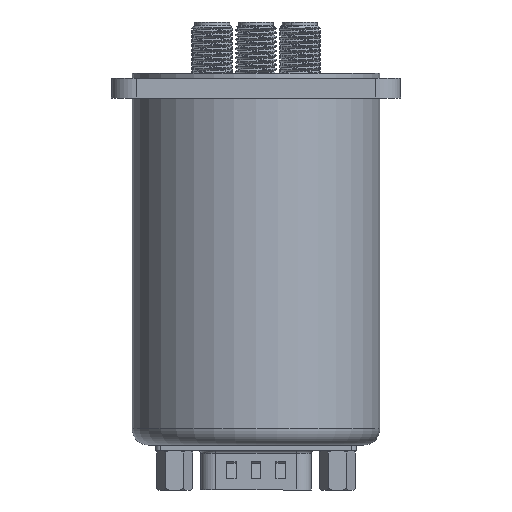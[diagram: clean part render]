
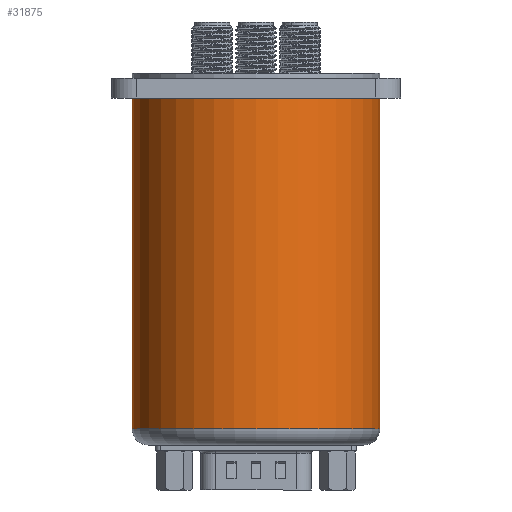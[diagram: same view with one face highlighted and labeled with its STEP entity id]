
A CAD part, front view. The second image highlights one B-rep face of the part: STEP entity #31875.
In plain terms, the highlighted cylindrical face has radius 19.05 mm (diameter 38.1 mm), a partial arc.
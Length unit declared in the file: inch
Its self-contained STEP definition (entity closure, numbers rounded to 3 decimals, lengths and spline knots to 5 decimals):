
#264 = ORIENTED_EDGE ( 'NONE', *, *, #4901, .T. ) ;
#1668 = ORIENTED_EDGE ( 'NONE', *, *, #30055, .F. ) ;
#2939 = VECTOR ( 'NONE', #17662, 39.37008 ) ;
#3367 = DIRECTION ( 'NONE',  ( 0., 0., 1. ) ) ;
#4901 = EDGE_CURVE ( 'NONE', #22866, #36863, #25722, .T. ) ;
#5851 = ORIENTED_EDGE ( 'NONE', *, *, #33030, .F. ) ;
#7999 = EDGE_CURVE ( 'NONE', #36863, #31977, #15230, .T. ) ;
#8610 = AXIS2_PLACEMENT_3D ( 'NONE', #32822, #13950, #20435 ) ;
#8776 = CARTESIAN_POINT ( 'NONE',  ( -0.75, 0., -2.15 ) ) ;
#11109 = DIRECTION ( 'NONE',  ( 0., 0., 1. ) ) ;
#13144 = CARTESIAN_POINT ( 'NONE',  ( -0.75, 0., -0.15 ) ) ;
#13470 = CARTESIAN_POINT ( 'NONE',  ( -0.75, 0., -2.25 ) ) ;
#13950 = DIRECTION ( 'NONE',  ( 0., 0., 1. ) ) ;
#14082 = DIRECTION ( 'NONE',  ( 1., 0., 0. ) ) ;
#15180 = LINE ( 'NONE', #13470, #16160 ) ;
#15230 = LINE ( 'NONE', #21380, #2939 ) ;
#16160 = VECTOR ( 'NONE', #11109, 39.37008 ) ;
#17662 = DIRECTION ( 'NONE',  ( 0., 0., 1. ) ) ;
#17739 = ORIENTED_EDGE ( 'NONE', *, *, #7999, .T. ) ;
#18433 = DIRECTION ( 'NONE',  ( 0., 0., 1. ) ) ;
#20435 = DIRECTION ( 'NONE',  ( 1., 0., 0. ) ) ;
#21380 = CARTESIAN_POINT ( 'NONE',  ( 0.75, 0., -2.25 ) ) ;
#22866 = VERTEX_POINT ( 'NONE', #8776 ) ;
#24505 = CIRCLE ( 'NONE', #31753, 0.75 ) ;
#24976 = FACE_OUTER_BOUND ( 'NONE', #29215, .T. ) ;
#25722 = CIRCLE ( 'NONE', #8610, 0.75 ) ;
#28431 = CARTESIAN_POINT ( 'NONE',  ( 0., 0., -2.25 ) ) ;
#29215 = EDGE_LOOP ( 'NONE', ( #1668, #264, #17739, #5851 ) ) ;
#29823 = DIRECTION ( 'NONE',  ( -1., 0., 0. ) ) ;
#30054 = CARTESIAN_POINT ( 'NONE',  ( 0.75, 0., -0.15 ) ) ;
#30055 = EDGE_CURVE ( 'NONE', #22866, #30426, #15180, .T. ) ;
#30426 = VERTEX_POINT ( 'NONE', #13144 ) ;
#31753 = AXIS2_PLACEMENT_3D ( 'NONE', #37265, #18433, #29823 ) ;
#31875 = ADVANCED_FACE ( 'NONE', ( #24976 ), #32310, .T. ) ;
#31977 = VERTEX_POINT ( 'NONE', #30054 ) ;
#32310 = CYLINDRICAL_SURFACE ( 'NONE', #36761, 0.75 ) ;
#32822 = CARTESIAN_POINT ( 'NONE',  ( 0., 0., -2.15 ) ) ;
#33030 = EDGE_CURVE ( 'NONE', #30426, #31977, #24505, .T. ) ;
#35534 = CARTESIAN_POINT ( 'NONE',  ( 0.75, 0., -2.15 ) ) ;
#36761 = AXIS2_PLACEMENT_3D ( 'NONE', #28431, #3367, #14082 ) ;
#36863 = VERTEX_POINT ( 'NONE', #35534 ) ;
#37265 = CARTESIAN_POINT ( 'NONE',  ( 0., 0., -0.15 ) ) ;
